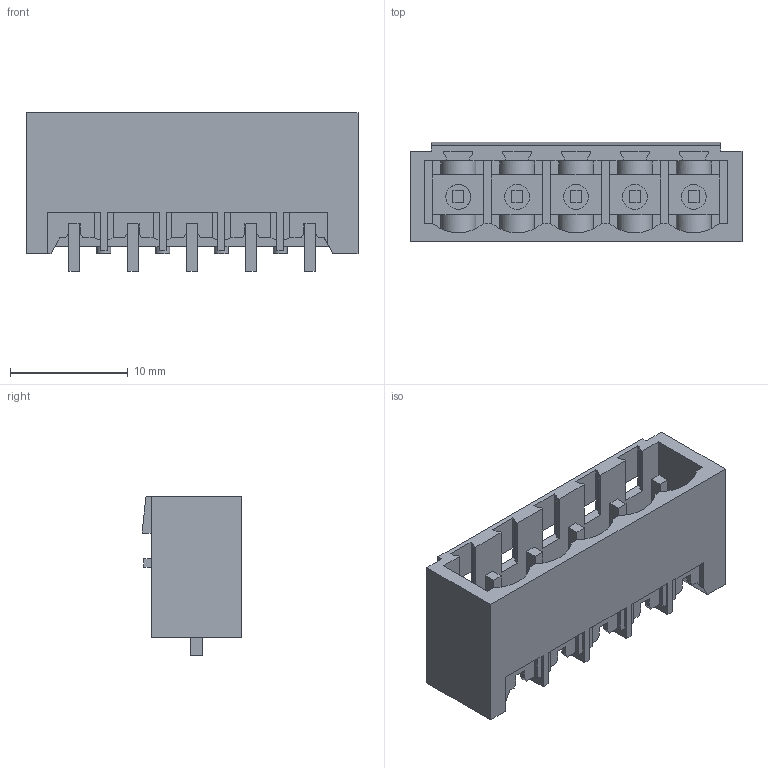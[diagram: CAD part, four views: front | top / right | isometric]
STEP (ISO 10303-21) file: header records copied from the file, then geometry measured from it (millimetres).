
FILE_DESCRIPTION(('CATIA V5 STEP Exchange','CAx-IF Rec.Pracs.--- Model Styling and Organization---1.2---2011-12-15'),'2;1');
FILE_NAME ('D1456364_0_1796660000_1796660000.stp','2018-04-11T10:34:53+00:00',('none'),('Weidmueller'),'CATIA Version 5-6 Release 2014','CATIA V5 STEP AP214','none');
FILE_SCHEMA(('AUTOMOTIVE_DESIGN { 1 0 10303 214 1 1 1 1 }'));
Length unit declared in the file: millimetre
Products named in the file (1): 1796660000
Bounding box: 28.2 x 8.43 x 13.5 mm (x, y, z)
Volume: 1103.5 mm3; surface area: 2495.5 mm2
Topology: 6 solids, 6 shells, 353 faces, 1058 edges, 709 vertices
Faces by surface type: plane 304, cylinder 43, extrusion 6
Entity records: 11352 total; most frequent: CARTESIAN_POINT 2305, ORIENTED_EDGE 2116, DIRECTION 1480, EDGE_CURVE 1058, VECTOR 901, LINE 895, VERTEX_POINT 709, EDGE_LOOP 365
